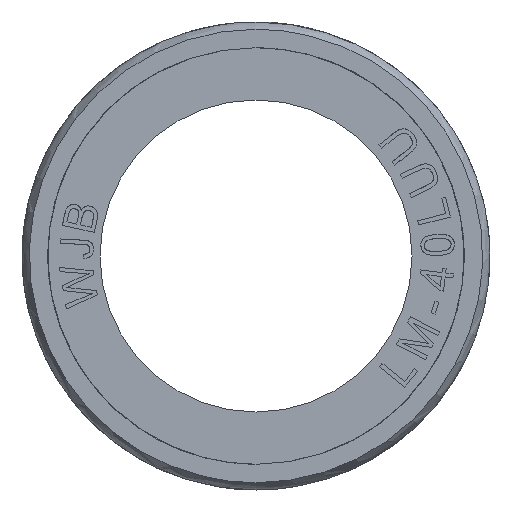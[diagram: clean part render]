
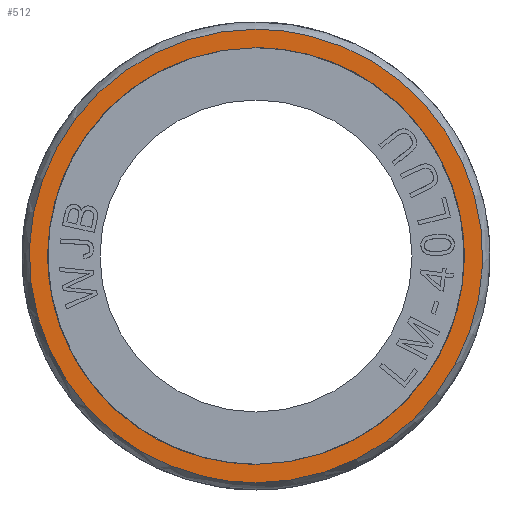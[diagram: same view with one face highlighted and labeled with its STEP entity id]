
A CAD part, left-side view. The second image highlights one B-rep face of the part: STEP entity #512.
In plain terms, the highlighted planar face has unit normal (-1, 0, 0).
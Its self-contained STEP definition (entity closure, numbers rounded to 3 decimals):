
#512=ADVANCED_FACE('',(#1524,#1525),#831,.T.);
#831=PLANE('',#5928);
#1165=B_SPLINE_CURVE_WITH_KNOTS('',3,(#8532,#8533,#8534,#8535,#8536,#8537,
#8538,#8539,#8540,#8541),.UNSPECIFIED.,.F.,.F.,(4,2,2,2,4),(0.,0.25,0.5,
0.75,1.),.UNSPECIFIED.);
#1166=B_SPLINE_CURVE_WITH_KNOTS('',3,(#8544,#8545,#8546,#8547,#8548,#8549,
#8550,#8551,#8552,#8553),.UNSPECIFIED.,.F.,.F.,(4,2,2,2,4),(0.,0.25,0.5,
0.75,1.),.UNSPECIFIED.);
#1169=B_SPLINE_CURVE_WITH_KNOTS('',3,(#8593,#8594,#8595,#8596,#8597,#8598,
#8599,#8600,#8601,#8602,#8603,#8604,#8605,#8606,#8607,#8608,#8609,#8610),
 .UNSPECIFIED.,.F.,.F.,(4,2,2,2,2,2,2,2,4),(0.,0.125,0.25,0.375,0.5,0.625,
0.75,0.875,1.),.UNSPECIFIED.);
#1170=B_SPLINE_CURVE_WITH_KNOTS('',3,(#8613,#8614,#8615,#8616,#8617,#8618,
#8619,#8620,#8621,#8622,#8623,#8624,#8625,#8626,#8627,#8628,#8629,#8630),
 .UNSPECIFIED.,.F.,.F.,(4,2,2,2,2,2,2,2,4),(0.,0.125,0.25,0.375,0.5,0.625,
0.75,0.875,1.),.UNSPECIFIED.);
#1524=FACE_BOUND('',#1614,.T.);
#1525=FACE_BOUND('',#1615,.T.);
#1614=EDGE_LOOP('',(#2198,#2199));
#1615=EDGE_LOOP('',(#2200,#2201));
#2198=ORIENTED_EDGE('',*,*,#4370,.F.);
#2199=ORIENTED_EDGE('',*,*,#4371,.F.);
#2200=ORIENTED_EDGE('',*,*,#4366,.T.);
#2201=ORIENTED_EDGE('',*,*,#4367,.T.);
#3814=VERTEX_POINT('',#8542);
#3815=VERTEX_POINT('',#8543);
#3818=VERTEX_POINT('',#8611);
#3819=VERTEX_POINT('',#8612);
#4366=EDGE_CURVE('',#3814,#3815,#1165,.T.);
#4367=EDGE_CURVE('',#3815,#3814,#1166,.T.);
#4370=EDGE_CURVE('',#3818,#3819,#1169,.T.);
#4371=EDGE_CURVE('',#3819,#3818,#1170,.T.);
#5928=AXIS2_PLACEMENT_3D('',#8631,#6410,#6411);
#6410=DIRECTION('',(-1.,0.,0.));
#6411=DIRECTION('',(0.,0.,1.));
#8532=CARTESIAN_POINT('',(0.,0.,29.073));
#8533=CARTESIAN_POINT('',(0.,7.637,29.073));
#8534=CARTESIAN_POINT('',(0.,15.159,25.956));
#8535=CARTESIAN_POINT('',(0.,25.956,15.16));
#8536=CARTESIAN_POINT('',(0.,29.073,7.634));
#8537=CARTESIAN_POINT('',(0.,29.073,-7.634));
#8538=CARTESIAN_POINT('',(0.,25.956,-15.159));
#8539=CARTESIAN_POINT('',(0.,15.16,-25.956));
#8540=CARTESIAN_POINT('',(0.,7.638,-29.073));
#8541=CARTESIAN_POINT('',(0.,0.,-29.073));
#8542=CARTESIAN_POINT('',(0.,0.,
29.073));
#8543=CARTESIAN_POINT('',(0.,0.,-29.073));
#8544=CARTESIAN_POINT('',(0.,0.,-29.073));
#8545=CARTESIAN_POINT('',(0.,-7.637,-29.073));
#8546=CARTESIAN_POINT('',(0.,-15.159,-25.956));
#8547=CARTESIAN_POINT('',(0.,-25.956,-15.16));
#8548=CARTESIAN_POINT('',(0.,-29.073,-7.634));
#8549=CARTESIAN_POINT('',(0.,-29.073,7.634));
#8550=CARTESIAN_POINT('',(0.,-25.956,15.159));
#8551=CARTESIAN_POINT('',(0.,-15.16,25.956));
#8552=CARTESIAN_POINT('',(0.,-7.638,29.073));
#8553=CARTESIAN_POINT('',(0.,0.,29.073));
#8593=CARTESIAN_POINT('',(0.,0.,26.7));
#8594=CARTESIAN_POINT('',(0.,3.495,26.7));
#8595=CARTESIAN_POINT('',(0.,6.989,26.005));
#8596=CARTESIAN_POINT('',(0.,13.447,23.33));
#8597=CARTESIAN_POINT('',(0.,16.408,21.351));
#8598=CARTESIAN_POINT('',(0.,21.351,16.408));
#8599=CARTESIAN_POINT('',(0.,23.33,13.447));
#8600=CARTESIAN_POINT('',(0.,26.005,6.989));
#8601=CARTESIAN_POINT('',(0.,26.7,3.495));
#8602=CARTESIAN_POINT('',(0.,26.7,-3.495));
#8603=CARTESIAN_POINT('',(0.,26.005,-6.989));
#8604=CARTESIAN_POINT('',(0.,23.33,-13.447));
#8605=CARTESIAN_POINT('',(0.,21.351,-16.408));
#8606=CARTESIAN_POINT('',(0.,16.408,-21.351));
#8607=CARTESIAN_POINT('',(0.,13.447,-23.33));
#8608=CARTESIAN_POINT('',(0.,6.989,-26.005));
#8609=CARTESIAN_POINT('',(0.,3.495,-26.7));
#8610=CARTESIAN_POINT('',(0.,0.,-26.7));
#8611=CARTESIAN_POINT('',(0.,0.,26.7));
#8612=CARTESIAN_POINT('',(0.,0.,
-26.7));
#8613=CARTESIAN_POINT('',(0.,0.,-26.7));
#8614=CARTESIAN_POINT('',(0.,-3.495,-26.7));
#8615=CARTESIAN_POINT('',(0.,-6.989,-26.005));
#8616=CARTESIAN_POINT('',(0.,-13.447,-23.33));
#8617=CARTESIAN_POINT('',(0.,-16.408,-21.351));
#8618=CARTESIAN_POINT('',(0.,-21.351,-16.408));
#8619=CARTESIAN_POINT('',(0.,-23.33,-13.447));
#8620=CARTESIAN_POINT('',(0.,-26.005,-6.989));
#8621=CARTESIAN_POINT('',(0.,-26.7,-3.495));
#8622=CARTESIAN_POINT('',(0.,-26.7,3.495));
#8623=CARTESIAN_POINT('',(0.,-26.005,6.989));
#8624=CARTESIAN_POINT('',(0.,-23.33,13.447));
#8625=CARTESIAN_POINT('',(0.,-21.351,16.408));
#8626=CARTESIAN_POINT('',(0.,-16.408,21.351));
#8627=CARTESIAN_POINT('',(0.,-13.447,23.33));
#8628=CARTESIAN_POINT('',(0.,-6.989,26.005));
#8629=CARTESIAN_POINT('',(0.,-3.495,26.7));
#8630=CARTESIAN_POINT('',(0.,0.,26.7));
#8631=CARTESIAN_POINT('',(0.,-29.66,-29.073));
